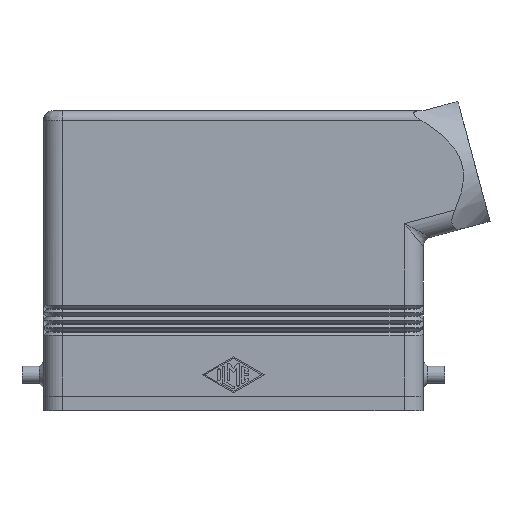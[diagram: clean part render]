
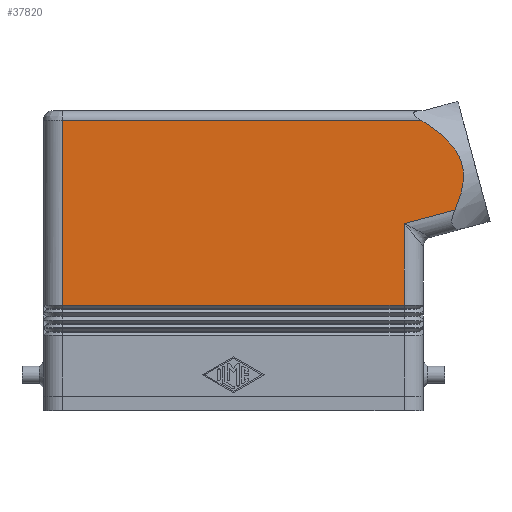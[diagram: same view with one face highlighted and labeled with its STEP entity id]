
A CAD part, front view. The second image highlights one B-rep face of the part: STEP entity #37820.
In plain terms, the highlighted planar face has unit normal (0, -1, 0).
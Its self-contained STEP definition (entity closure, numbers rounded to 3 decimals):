
#27660=CARTESIAN_POINT('',(45.294,0.,50.931));
#27670=DIRECTION('',(-0.966,0.,-0.259));
#27680=DIRECTION('',(-0.259,0.,0.966));
#27690=AXIS2_PLACEMENT_3D('',#27660,#27670,#27680);
#27700=CONICAL_SURFACE('',#27690,16.381,0.559);
#27970=CARTESIAN_POINT('',(39.281,-14.7,60.8));
#27980=VERTEX_POINT('',#27970);
#28900=CARTESIAN_POINT('',(46.355,-14.7,42.001));
#28910=VERTEX_POINT('',#28900);
#28940=CARTESIAN_POINT('',(35.75,-14.7,8.8));
#28950=DIRECTION('',(0.,-1.,0.));
#28960=DIRECTION('',(0.,0.,-1.));
#28970=AXIS2_PLACEMENT_3D('',#28940,#28950,#28960);
#28980=PLANE('',#28970);
#28990=CARTESIAN_POINT('',(46.355,-14.7,
42.001));
#29000=CARTESIAN_POINT('',(46.75,-14.7,
42.861));
#29010=CARTESIAN_POINT('',(47.113,-14.7,43.75));
#29020=CARTESIAN_POINT('',(47.412,-14.7,44.657));
#29030=CARTESIAN_POINT('',(47.711,-14.7,45.564));
#29040=CARTESIAN_POINT('',(47.948,-14.7,46.49));
#29050=CARTESIAN_POINT('',(48.085,-14.7,47.428));
#29060=CARTESIAN_POINT('',(48.222,-14.7,48.364));
#29070=CARTESIAN_POINT('',(48.258,-14.7,
49.326));
#29080=CARTESIAN_POINT('',(48.148,-14.7,
50.279));
#29090=CARTESIAN_POINT('',(48.038,-14.7,
51.233));
#29100=CARTESIAN_POINT('',(47.786,-14.7,
52.15));
#29110=CARTESIAN_POINT('',(47.395,-14.7,
53.023));
#29120=CARTESIAN_POINT('',(46.611,-14.7,
54.776));
#29130=CARTESIAN_POINT('',(45.334,-14.7,56.238));
#29140=CARTESIAN_POINT('',(43.911,-14.7,57.494));
#29150=CARTESIAN_POINT('',(43.196,-14.7,58.125));
#29160=CARTESIAN_POINT('',(42.442,-14.7,58.705));
#29170=CARTESIAN_POINT('',(41.668,-14.7,59.251));
#29180=CARTESIAN_POINT('',(40.893,-14.7,59.797));
#29190=CARTESIAN_POINT('',(40.095,-14.7,60.31));
#29200=CARTESIAN_POINT('',(39.281,-14.7,60.8));
#29210=B_SPLINE_CURVE_WITH_KNOTS('',3,(#28990,#29000,#29010,#29020,
#29030,#29040,#29050,#29060,#29070,#29080,#29090,#29100,#29110,#29120,
#29130,#29140,#29150,#29160,#29170,#29180,#29190,#29200),.UNSPECIFIED.,
.F.,.F.,(4,3,3,3,3,3,3,4),(0.,2.86,5.716,
8.575,11.431,17.143,19.993,
22.84),.UNSPECIFIED.);
#29220=SURFACE_CURVE('',#29210,(#28980,#27700),.CURVE_3D.);
#29230=EDGE_CURVE('',#28910,#27980,#29220,.T.);
#36340=CARTESIAN_POINT('',(35.75,-14.7,22.05));
#36350=VERTEX_POINT('',#36340);
#36380=CARTESIAN_POINT('',(35.75,-14.7,22.05));
#36390=DIRECTION('',(0.,0.,1.));
#36400=VECTOR('',#36390,8.309);
#36410=LINE('',#36380,#36400);
#36420=CARTESIAN_POINT('',(35.75,-14.7,39.159));
#36430=VERTEX_POINT('',#36420);
#36440=EDGE_CURVE('',#36350,#36430,#36410,.T.);
#37450=CARTESIAN_POINT('',(35.75,-14.7,0.));
#37460=DIRECTION('',(0.,-1.,0.));
#37470=DIRECTION('',(0.,0.,-1.));
#37480=AXIS2_PLACEMENT_3D('',#37450,#37460,#37470);
#37490=PLANE('',#37480);
#37500=ORIENTED_EDGE('',*,*,#36440,.T.);
#37510=CARTESIAN_POINT('',(35.75,-14.7,22.05));
#37520=DIRECTION('',(-1.,0.,0.));
#37530=VECTOR('',#37520,71.5);
#37540=LINE('',#37510,#37530);
#37550=CARTESIAN_POINT('',(-35.75,-14.7,22.05));
#37560=VERTEX_POINT('',#37550);
#37570=EDGE_CURVE('',#36350,#37560,#37540,.T.);
#37580=ORIENTED_EDGE('',*,*,#37570,.F.);
#37590=CARTESIAN_POINT('',(-35.75,-14.7,22.05));
#37600=DIRECTION('',(0.,0.,1.));
#37610=VECTOR('',#37600,29.95);
#37620=LINE('',#37590,#37610);
#37630=CARTESIAN_POINT('',(-35.75,-14.7,60.8));
#37640=VERTEX_POINT('',#37630);
#37650=EDGE_CURVE('',#37560,#37640,#37620,.T.);
#37660=ORIENTED_EDGE('',*,*,#37650,.F.);
#37670=CARTESIAN_POINT('',(0.,-14.7,60.8));
#37680=DIRECTION('',(1.,0.,0.));
#37690=VECTOR('',#37680,1.);
#37700=LINE('',#37670,#37690);
#37710=EDGE_CURVE('',#37640,#27980,#37700,.T.);
#37720=ORIENTED_EDGE('',*,*,#37710,.F.);
#37730=ORIENTED_EDGE('',*,*,#29230,.T.);
#37740=CARTESIAN_POINT('',(38.572,-14.7,39.915));
#37750=DIRECTION('',(0.966,0.,0.259));
#37760=VECTOR('',#37750,1.);
#37770=LINE('',#37740,#37760);
#37780=EDGE_CURVE('',#36430,#28910,#37770,.T.);
#37790=ORIENTED_EDGE('',*,*,#37780,.T.);
#37800=EDGE_LOOP('',(#37790,#37730,#37720,#37660,#37580,#37500));
#37810=FACE_OUTER_BOUND('',#37800,.T.);
#37820=ADVANCED_FACE('',(#37810),#37490,.T.);
